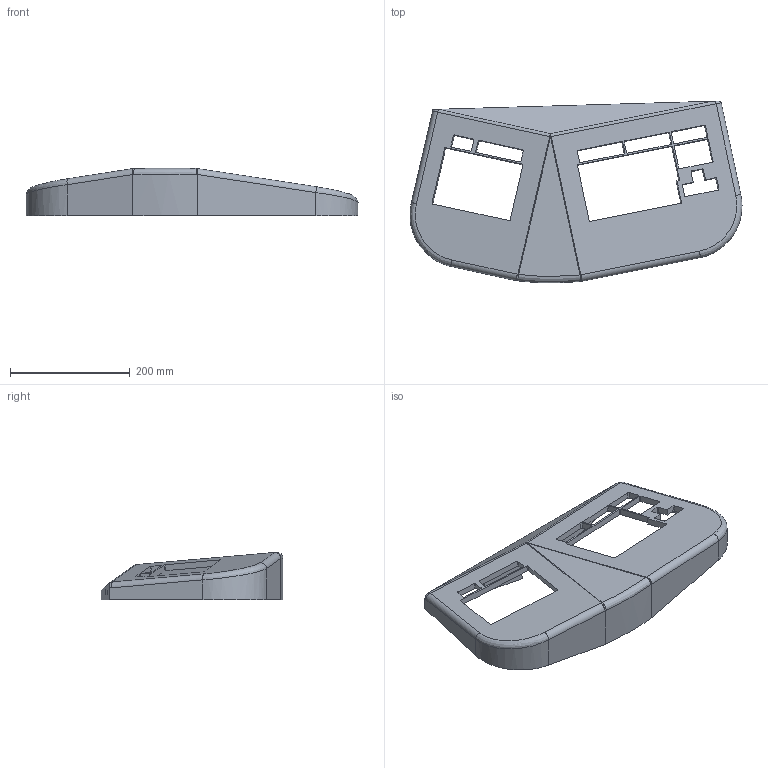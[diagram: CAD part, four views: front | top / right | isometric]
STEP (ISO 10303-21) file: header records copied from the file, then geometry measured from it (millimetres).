
FILE_DESCRIPTION(('FreeCAD Model'),'2;1');
FILE_NAME('tmpKyVXot','2018-10-31T19:44:00',('FreeCAD'),('FreeCAD') ,'Open CASCADE STEP processor 7.2','FreeCAD','Unknown');
FILE_SCHEMA(('AUTOMOTIVE_DESIGN { 1 0 10303 214 1 1 1 1 }'));
Length unit declared in the file: millimetre
Products named in the file (1): Open CASCADE STEP translator 7.2 1
Bounding box: 555.38 x 304.37 x 79.18 mm (x, y, z)
Volume: 3759084.9 mm3; surface area: 350794.5 mm2
Topology: 1 solids, 1 shells, 214 faces, 572 edges, 376 vertices
Faces by surface type: plane 115, cylinder 88, bspline 8, extrusion 3
Full cylindrical faces by diameter (mm): 2.5 x3, 3.4 x2, 4.2 x12, 19.5 x1
Entity records: 17507 total; most frequent: CARTESIAN_POINT 6139, DIRECTION 2074, VECTOR 1169, LINE 1166, ORIENTED_EDGE 1144, PCURVE 1144, DEFINITIONAL_REPRESENTATION 1144, EDGE_CURVE 572
